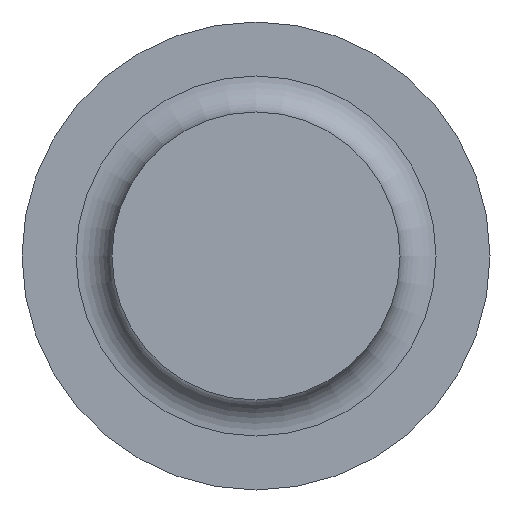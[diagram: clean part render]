
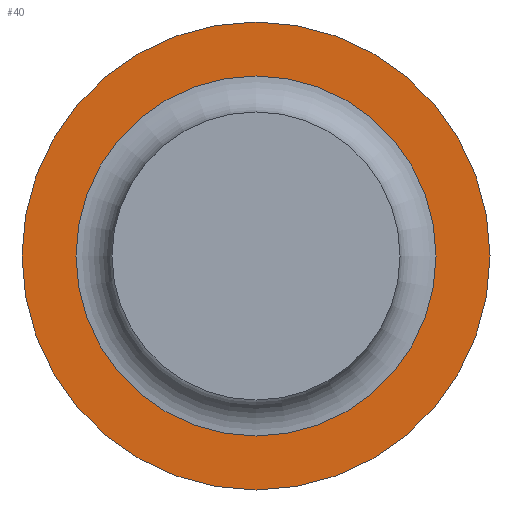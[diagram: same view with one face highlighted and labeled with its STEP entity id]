
A CAD part, front view. The second image highlights one B-rep face of the part: STEP entity #40.
In plain terms, the highlighted planar face has unit normal (0, -1, 0).
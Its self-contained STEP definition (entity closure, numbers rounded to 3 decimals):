
#40 = ADVANCED_FACE( '', ( #79, #80 ), #81, .F. );
#79 = FACE_OUTER_BOUND( '', #116, .T. );
#80 = FACE_BOUND( '', #117, .T. );
#81 = PLANE( '', #118 );
#116 = EDGE_LOOP( '', ( #155 ) );
#117 = EDGE_LOOP( '', ( #156 ) );
#118 = AXIS2_PLACEMENT_3D( '', #157, #158, #159 );
#155 = ORIENTED_EDGE( '', *, *, #189, .F. );
#156 = ORIENTED_EDGE( '', *, *, #186, .T. );
#157 = CARTESIAN_POINT( '', ( 0., 25., 5. ) );
#158 = DIRECTION( '', ( 0., 1., 0. ) );
#159 = DIRECTION( '', ( 0., 0., 1. ) );
#186 = EDGE_CURVE( '', #205, #205, #206, .T. );
#189 = EDGE_CURVE( '', #210, #210, #211, .T. );
#205 = VERTEX_POINT( '', #227 );
#206 = CIRCLE( '', #228, 5. );
#210 = VERTEX_POINT( '', #232 );
#211 = CIRCLE( '', #233, 6.5 );
#227 = CARTESIAN_POINT( '', ( 0., 25., 5. ) );
#228 = AXIS2_PLACEMENT_3D( '', #249, #250, #251 );
#232 = CARTESIAN_POINT( '', ( 0., 25., 6.5 ) );
#233 = AXIS2_PLACEMENT_3D( '', #255, #256, #257 );
#249 = CARTESIAN_POINT( '', ( 0., 25., 0. ) );
#250 = DIRECTION( '', ( 0., 1., 0. ) );
#251 = DIRECTION( '', ( 0., 0., 1. ) );
#255 = CARTESIAN_POINT( '', ( 0., 25., 0. ) );
#256 = DIRECTION( '', ( 0., 1., 0. ) );
#257 = DIRECTION( '', ( 0., 0., 1. ) );
